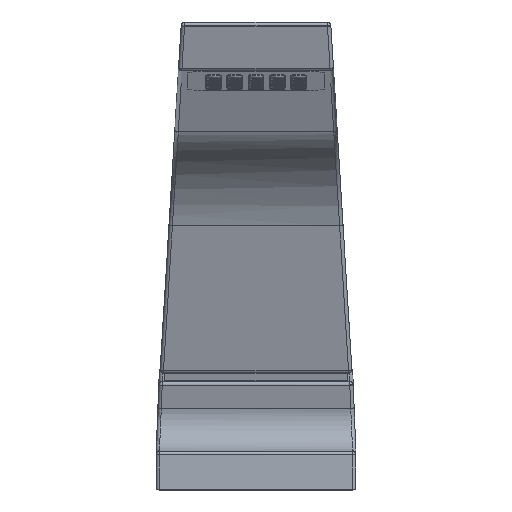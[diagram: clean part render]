
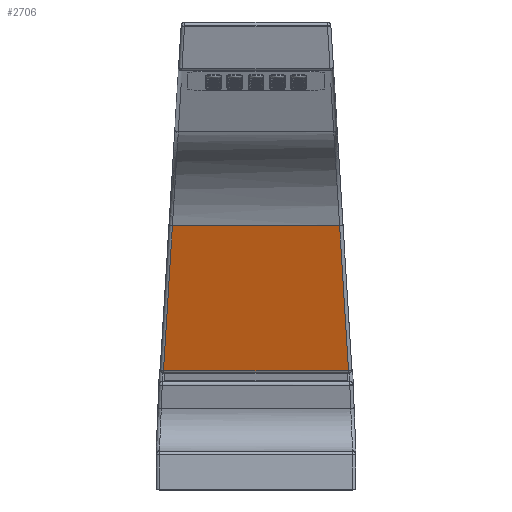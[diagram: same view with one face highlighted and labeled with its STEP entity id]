
A CAD part, top view. The second image highlights one B-rep face of the part: STEP entity #2706.
In plain terms, the highlighted planar face has unit normal (0, -0.259, 0.966).
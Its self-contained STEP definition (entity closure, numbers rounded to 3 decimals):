
#73 = VECTOR ( 'NONE', #541, 1000. ) ;
#94 = EDGE_LOOP ( 'NONE', ( #3272, #3394, #3514, #1569 ) ) ;
#313 = VERTEX_POINT ( 'NONE', #1450 ) ;
#390 = DIRECTION ( 'NONE',  ( 0., 0.966, 0.259 ) ) ;
#469 = CARTESIAN_POINT ( 'NONE',  ( 22.6, 32.936, 16.176 ) ) ;
#482 = EDGE_CURVE ( 'NONE', #2475, #313, #1608, .T. ) ;
#534 = CARTESIAN_POINT ( 'NONE',  ( -21.738, -1.065, 7.065 ) ) ;
#541 = DIRECTION ( 'NONE',  ( -1., 0., 0. ) ) ;
#677 = DIRECTION ( 'NONE',  ( -0.059, 0.964, 0.258 ) ) ;
#832 = DIRECTION ( 'NONE',  ( 1., 0., 0. ) ) ;
#852 = EDGE_CURVE ( 'NONE', #949, #3072, #2694, .T. ) ;
#872 = CARTESIAN_POINT ( 'NONE',  ( 22.6, -1.065, 7.065 ) ) ;
#949 = VERTEX_POINT ( 'NONE', #534 ) ;
#953 = PLANE ( 'NONE',  #3158 ) ;
#1086 = CARTESIAN_POINT ( 'NONE',  ( 21.789, -1.884, 6.846 ) ) ;
#1151 = EDGE_CURVE ( 'NONE', #3072, #2475, #3492, .T. ) ;
#1222 = VECTOR ( 'NONE', #677, 1000. ) ;
#1445 = LINE ( 'NONE', #2090, #2774 ) ;
#1450 = CARTESIAN_POINT ( 'NONE',  ( -19.654, 32.936, 16.176 ) ) ;
#1525 = EDGE_CURVE ( 'NONE', #313, #949, #1445, .T. ) ;
#1569 = ORIENTED_EDGE ( 'NONE', *, *, #1525, .T. ) ;
#1608 = LINE ( 'NONE', #469, #73 ) ;
#1820 = CARTESIAN_POINT ( 'NONE',  ( 22.6, -1.838, 6.858 ) ) ;
#1958 = VECTOR ( 'NONE', #832, 1000. ) ;
#2055 = FACE_OUTER_BOUND ( 'NONE', #94, .T. ) ;
#2090 = CARTESIAN_POINT ( 'NONE',  ( -21.631, 0.693, 7.536 ) ) ;
#2117 = DIRECTION ( 'NONE',  ( 0., 0.259, -0.966 ) ) ;
#2186 = DIRECTION ( 'NONE',  ( -0.059, -0.964, -0.258 ) ) ;
#2475 = VERTEX_POINT ( 'NONE', #3436 ) ;
#2694 = LINE ( 'NONE', #872, #1958 ) ;
#2706 = ADVANCED_FACE ( 'NONE', ( #2055 ), #953, .F. ) ;
#2722 = CARTESIAN_POINT ( 'NONE',  ( 21.738, -1.065, 7.065 ) ) ;
#2774 = VECTOR ( 'NONE', #2186, 1000. ) ;
#3072 = VERTEX_POINT ( 'NONE', #2722 ) ;
#3158 = AXIS2_PLACEMENT_3D ( 'NONE', #1820, #2117, #390 ) ;
#3272 = ORIENTED_EDGE ( 'NONE', *, *, #852, .T. ) ;
#3394 = ORIENTED_EDGE ( 'NONE', *, *, #1151, .T. ) ;
#3436 = CARTESIAN_POINT ( 'NONE',  ( 19.654, 32.936, 16.176 ) ) ;
#3492 = LINE ( 'NONE', #1086, #1222 ) ;
#3514 = ORIENTED_EDGE ( 'NONE', *, *, #482, .T. ) ;
